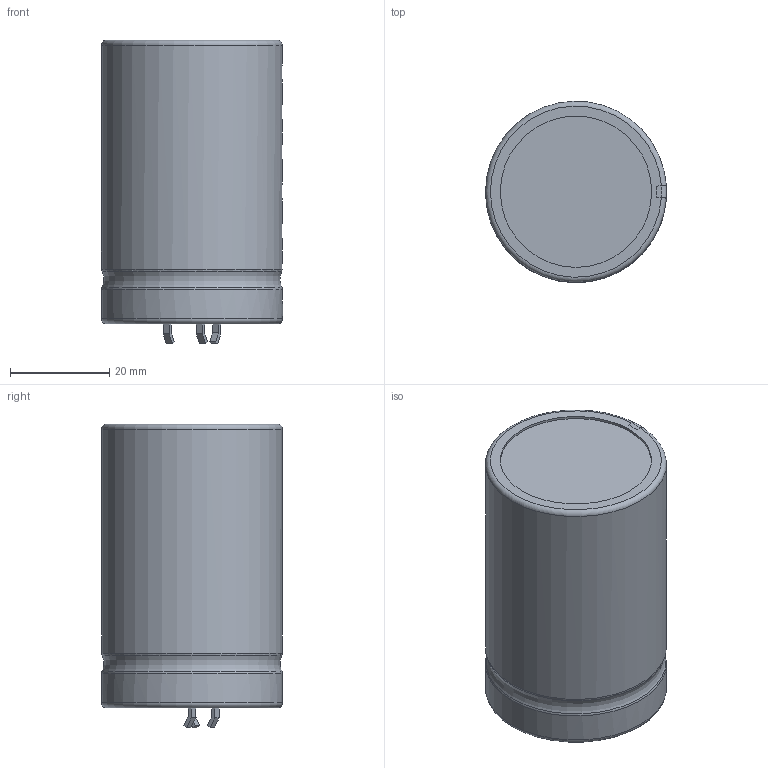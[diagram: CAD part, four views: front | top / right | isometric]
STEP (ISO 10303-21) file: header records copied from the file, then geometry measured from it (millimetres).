
FILE_DESCRIPTION(/* description */ (''),/* implementation_level */ '2;1');
FILE_NAME(/* name */ 'CAPPR_TDK_B43540(35X55).stp',/* time_stamp */ '2015-03-24T17:27:12+01:00',/* author */ ('admchouv'),/* organization */ (''),/* preprocessor_version */ 'ST-DEVELOPER v15.5',/* originating_system */ 'AutoCAD Mechanical',/* authorisation */ '');
FILE_SCHEMA (('AUTOMOTIVE_DESIGN { 1 0 10303 214 3 1 1 }'));
Length unit declared in the file: millimetre
Products named in the file (1): Product
Bounding box: 36.5 x 36.5 x 61.2 mm (x, y, z)
Volume: 59312.3 mm3; surface area: 10789.3 mm2
Topology: 12 solids, 12 shells, 117 faces, 263 edges, 171 vertices
Faces by surface type: plane 84, cylinder 25, torus 8
Full cylindrical faces by diameter (mm): 30.5 x2, 36.5 x2
Entity records: 3203 total; most frequent: DIRECTION 566, CARTESIAN_POINT 534, ORIENTED_EDGE 496, EDGE_CURVE 248, AXIS2_PLACEMENT_3D 200, VERTEX_POINT 168, LINE 166, VECTOR 166
